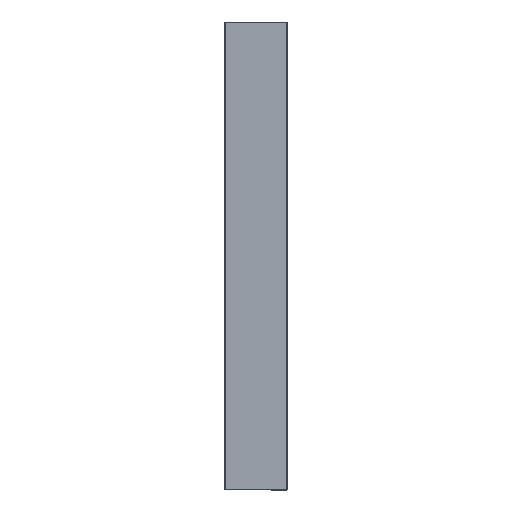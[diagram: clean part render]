
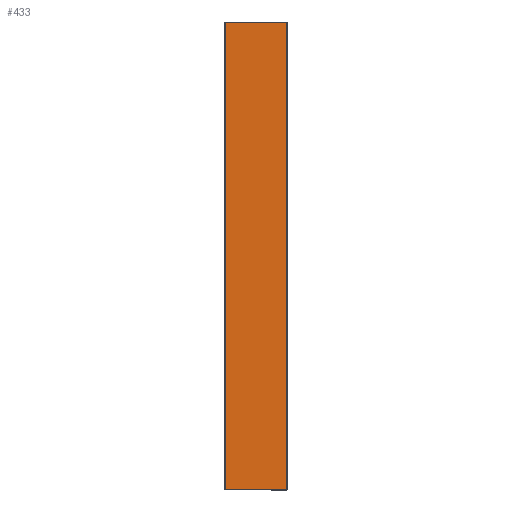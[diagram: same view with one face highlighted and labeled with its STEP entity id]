
A CAD part, front view. The second image highlights one B-rep face of the part: STEP entity #433.
In plain terms, the highlighted planar face has unit normal (0, -1, 0).
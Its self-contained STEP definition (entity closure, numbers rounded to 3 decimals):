
#84 = VERTEX_POINT ( 'NONE', #669 ) ;
#90 = ORIENTED_EDGE ( 'NONE', *, *, #410, .F. ) ;
#101 = EDGE_LOOP ( 'NONE', ( #90, #637, #1004, #247 ) ) ;
#130 = VECTOR ( 'NONE', #877, 1000. ) ;
#160 = DIRECTION ( 'NONE',  ( 0., -1., 0. ) ) ;
#187 = PLANE ( 'NONE',  #935 ) ;
#193 = DIRECTION ( 'NONE',  ( 0., 0., -1. ) ) ;
#247 = ORIENTED_EDGE ( 'NONE', *, *, #647, .T. ) ;
#262 = CARTESIAN_POINT ( 'NONE',  ( -200., 0., 3000. ) ) ;
#310 = LINE ( 'NONE', #435, #517 ) ;
#345 = VERTEX_POINT ( 'NONE', #718 ) ;
#348 = EDGE_CURVE ( 'NONE', #84, #352, #902, .T. ) ;
#352 = VERTEX_POINT ( 'NONE', #972 ) ;
#409 = CARTESIAN_POINT ( 'NONE',  ( -200., 0., 3000. ) ) ;
#410 = EDGE_CURVE ( 'NONE', #345, #473, #692, .T. ) ;
#418 = CARTESIAN_POINT ( 'NONE',  ( -196.5, 0., 0. ) ) ;
#431 = DIRECTION ( 'NONE',  ( 0., 0., -1. ) ) ;
#433 = ADVANCED_FACE ( 'NONE', ( #476 ), #187, .T. ) ;
#435 = CARTESIAN_POINT ( 'NONE',  ( 196.5, 0., 3000. ) ) ;
#448 = LINE ( 'NONE', #834, #486 ) ;
#471 = EDGE_CURVE ( 'NONE', #84, #345, #310, .T. ) ;
#473 = VERTEX_POINT ( 'NONE', #418 ) ;
#476 = FACE_OUTER_BOUND ( 'NONE', #101, .T. ) ;
#486 = VECTOR ( 'NONE', #193, 1000. ) ;
#517 = VECTOR ( 'NONE', #1000, 1000. ) ;
#637 = ORIENTED_EDGE ( 'NONE', *, *, #471, .F. ) ;
#647 = EDGE_CURVE ( 'NONE', #352, #473, #448, .T. ) ;
#669 = CARTESIAN_POINT ( 'NONE',  ( 196.5, 0., 3000. ) ) ;
#676 = CARTESIAN_POINT ( 'NONE',  ( -200., 0., 0. ) ) ;
#692 = LINE ( 'NONE', #676, #708 ) ;
#708 = VECTOR ( 'NONE', #954, 1000. ) ;
#718 = CARTESIAN_POINT ( 'NONE',  ( 196.5, 0., 0. ) ) ;
#834 = CARTESIAN_POINT ( 'NONE',  ( -196.5, 0., 3000. ) ) ;
#877 = DIRECTION ( 'NONE',  ( -1., 0., 0. ) ) ;
#902 = LINE ( 'NONE', #409, #130 ) ;
#935 = AXIS2_PLACEMENT_3D ( 'NONE', #262, #160, #431 ) ;
#954 = DIRECTION ( 'NONE',  ( -1., 0., 0. ) ) ;
#972 = CARTESIAN_POINT ( 'NONE',  ( -196.5, 0., 3000. ) ) ;
#1000 = DIRECTION ( 'NONE',  ( 0., 0., -1. ) ) ;
#1004 = ORIENTED_EDGE ( 'NONE', *, *, #348, .T. ) ;
